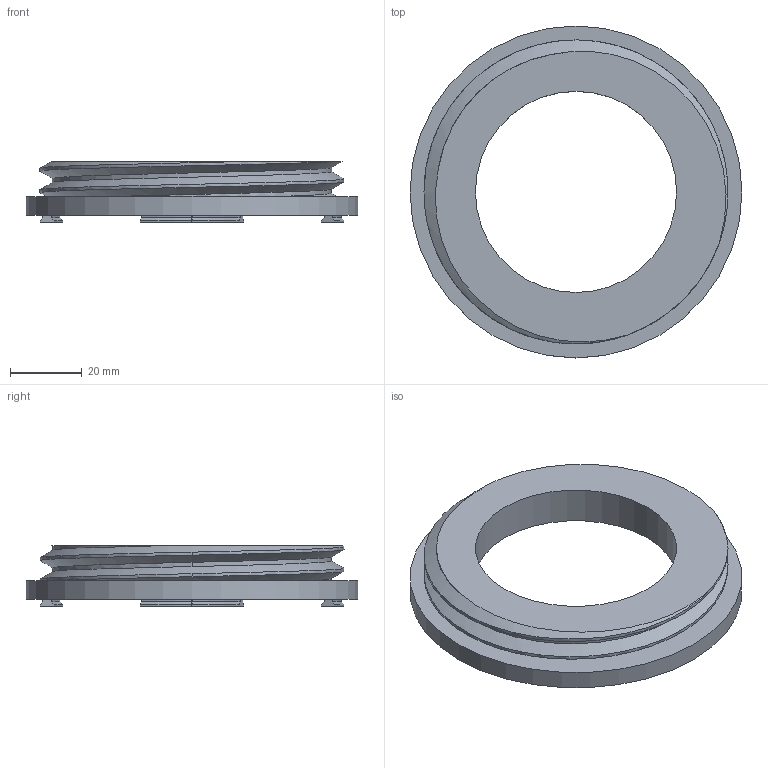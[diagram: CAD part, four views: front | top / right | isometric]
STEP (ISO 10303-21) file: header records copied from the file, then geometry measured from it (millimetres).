
FILE_DESCRIPTION(/* description */ (''),/* implementation_level */ '2;1');
FILE_NAME(/* name */ 'Speaker Adapter RS75-4.step',/* time_stamp */ '2025-05-04T21:07:24-07:00',/* author */ (''),/* organization */ (''),/* preprocessor_version */ 'ST-DEVELOPER v20.1',/* originating_system */ 'Autodesk Translation Framework v14.4.0.0',/* authorisation */ '');
FILE_SCHEMA (('AUTOMOTIVE_DESIGN { 1 0 10303 214 3 1 1 }'));
Length unit declared in the file: millimetre
Products named in the file (1): Speaker Adapter RS75-4
Bounding box: 92.4 x 92.4 x 16.95 mm (x, y, z)
Volume: 41173.9 mm3; surface area: 17388.6 mm2
Topology: 1 solids, 1 shells, 50 faces, 126 edges, 84 vertices
Faces by surface type: cylinder 24, plane 16, cone 8, bspline 2
Full cylindrical faces by diameter (mm): 56 x1, 72.5 x1, 84.62 x1, 92.4 x1
Entity records: 2561 total; most frequent: CARTESIAN_POINT 1307, ORIENTED_EDGE 252, DIRECTION 252, EDGE_CURVE 126, AXIS2_PLACEMENT_3D 91, VERTEX_POINT 84, LINE 70, VECTOR 70
